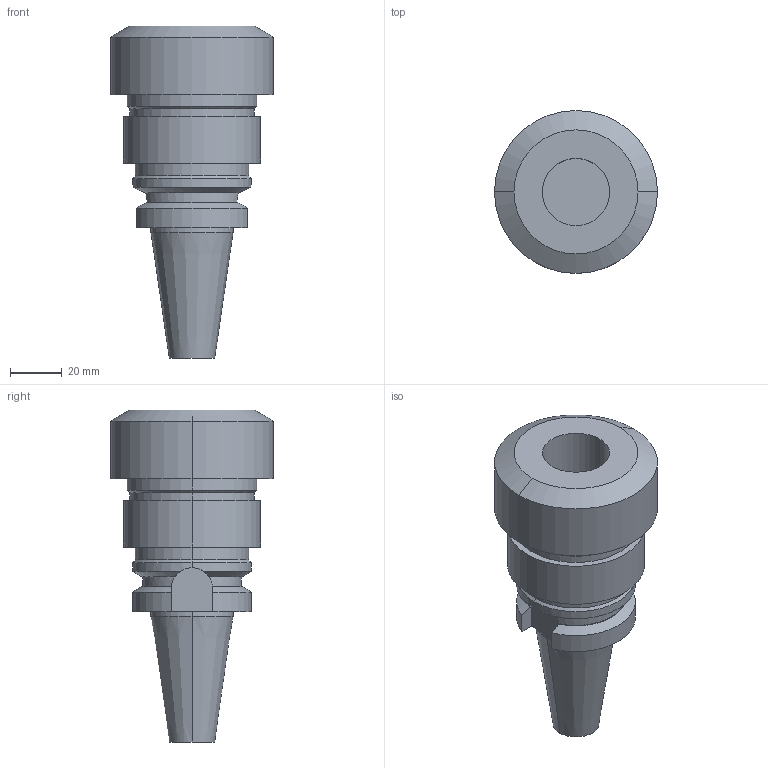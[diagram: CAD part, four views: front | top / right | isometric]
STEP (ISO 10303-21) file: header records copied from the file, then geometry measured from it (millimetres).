
FILE_DESCRIPTION (( 'STEP AP203' ), '1' );
FILE_NAME ('STP-16115.STEP', '2018-12-22T03:28:39', ( '' ), ( '' ), 'SwSTEP 2.0', 'SolidWorks 2017', '' );
FILE_SCHEMA (( 'CONFIG_CONTROL_DESIGN' ));
Length unit declared in the file: millimetre
Products named in the file (1): STP-16115
Bounding box: 63 x 63 x 128.4 mm (x, y, z)
Volume: 168010.2 mm3; surface area: 28631.9 mm2
Topology: 1 solids, 1 shells, 62 faces, 144 edges, 90 vertices
Faces by surface type: cylinder 29, plane 19, cone 14
Entity records: 1898 total; most frequent: CARTESIAN_POINT 399, DIRECTION 311, ORIENTED_EDGE 284, EDGE_CURVE 142, AXIS2_PLACEMENT_3D 126, VERTEX_POINT 90, EDGE_LOOP 70, CIRCLE 63
